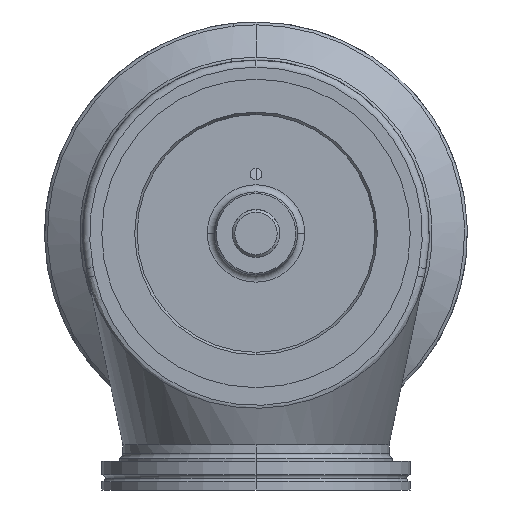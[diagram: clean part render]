
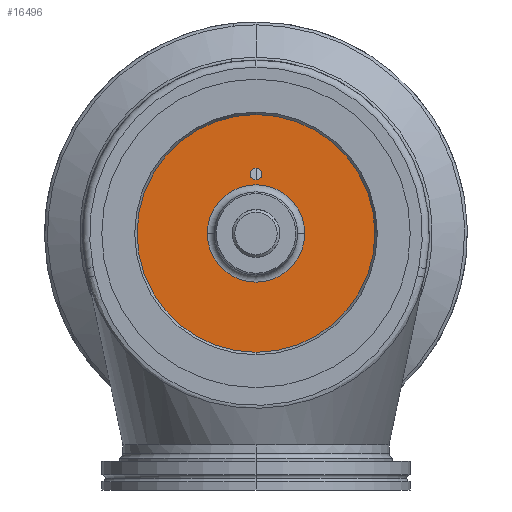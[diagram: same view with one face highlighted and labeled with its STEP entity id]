
A CAD part, left-side view. The second image highlights one B-rep face of the part: STEP entity #16496.
In plain terms, the highlighted planar face has unit normal (-1, 0, 0).
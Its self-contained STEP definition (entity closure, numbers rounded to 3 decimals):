
#772 = DIRECTION ( 'NONE',  ( 0., 1., 0. ) ) ;
#915 = CARTESIAN_POINT ( 'NONE',  ( 222.4, 65., 0. ) ) ;
#922 = EDGE_LOOP ( 'NONE', ( #5350, #9258 ) ) ;
#1055 = VERTEX_POINT ( 'NONE', #20853 ) ;
#1336 = VERTEX_POINT ( 'NONE', #8989 ) ;
#1705 = EDGE_CURVE ( 'NONE', #1336, #8812, #18442, .T. ) ;
#1732 = DIRECTION ( 'NONE',  ( 1., 0., 0. ) ) ;
#1766 = DIRECTION ( 'NONE',  ( 0., 1., 0. ) ) ;
#2268 = CIRCLE ( 'NONE', #9436, 20.5 ) ;
#2353 = DIRECTION ( 'NONE',  ( 1., 0., 0. ) ) ;
#2376 = VERTEX_POINT ( 'NONE', #915 ) ;
#2671 = CARTESIAN_POINT ( 'NONE',  ( 222.4, -20.5, 0. ) ) ;
#3647 = CARTESIAN_POINT ( 'NONE',  ( 222.4, -65., 0. ) ) ;
#3693 = ORIENTED_EDGE ( 'NONE', *, *, #7618, .T. ) ;
#3914 = ORIENTED_EDGE ( 'NONE', *, *, #8935, .T. ) ;
#4006 = CIRCLE ( 'NONE', #4468, 65. ) ;
#4150 = CARTESIAN_POINT ( 'NONE',  ( 222.4, 0., 0. ) ) ;
#4212 = ORIENTED_EDGE ( 'NONE', *, *, #1705, .T. ) ;
#4468 = AXIS2_PLACEMENT_3D ( 'NONE', #21880, #11353, #772 ) ;
#4535 = FACE_BOUND ( 'NONE', #6743, .T. ) ;
#5350 = ORIENTED_EDGE ( 'NONE', *, *, #12704, .F. ) ;
#5892 = DIRECTION ( 'NONE',  ( 0., 1., 0. ) ) ;
#6743 = EDGE_LOOP ( 'NONE', ( #3914, #6842 ) ) ;
#6842 = ORIENTED_EDGE ( 'NONE', *, *, #20070, .T. ) ;
#6982 = CARTESIAN_POINT ( 'NONE',  ( 222.4, 0., 25. ) ) ;
#7011 = VERTEX_POINT ( 'NONE', #3647 ) ;
#7012 = AXIS2_PLACEMENT_3D ( 'NONE', #4150, #16497, #5892 ) ;
#7401 = CIRCLE ( 'NONE', #10087, 65. ) ;
#7618 = EDGE_CURVE ( 'NONE', #8812, #1336, #13865, .T. ) ;
#8218 = VERTEX_POINT ( 'NONE', #2671 ) ;
#8757 = DIRECTION ( 'NONE',  ( 0., 1., 0. ) ) ;
#8812 = VERTEX_POINT ( 'NONE', #17706 ) ;
#8935 = EDGE_CURVE ( 'NONE', #1055, #8218, #2268, .T. ) ;
#8947 = EDGE_LOOP ( 'NONE', ( #3693, #4212 ) ) ;
#8989 = CARTESIAN_POINT ( 'NONE',  ( 222.4, 2.5, 25. ) ) ;
#9222 = FACE_OUTER_BOUND ( 'NONE', #922, .T. ) ;
#9258 = ORIENTED_EDGE ( 'NONE', *, *, #16232, .F. ) ;
#9436 = AXIS2_PLACEMENT_3D ( 'NONE', #22870, #12348, #1766 ) ;
#10087 = AXIS2_PLACEMENT_3D ( 'NONE', #12318, #1732, #14112 ) ;
#11353 = DIRECTION ( 'NONE',  ( 1., 0., 0. ) ) ;
#12318 = CARTESIAN_POINT ( 'NONE',  ( 222.4, 0., 0. ) ) ;
#12348 = DIRECTION ( 'NONE',  ( 1., 0., 0. ) ) ;
#12704 = EDGE_CURVE ( 'NONE', #7011, #2376, #7401, .T. ) ;
#12884 = CARTESIAN_POINT ( 'NONE',  ( 222.4, 0., 17.5 ) ) ;
#13865 = CIRCLE ( 'NONE', #15752, 2.5 ) ;
#13929 = FACE_BOUND ( 'NONE', #8947, .T. ) ;
#14112 = DIRECTION ( 'NONE',  ( 0., 1., 0. ) ) ;
#14620 = PLANE ( 'NONE',  #19349 ) ;
#14694 = DIRECTION ( 'NONE',  ( 0., 1., 0. ) ) ;
#15416 = DIRECTION ( 'NONE',  ( 0., 1., 0. ) ) ;
#15456 = DIRECTION ( 'NONE',  ( 1., 0., 0. ) ) ;
#15489 = CARTESIAN_POINT ( 'NONE',  ( 222.4, 0., 25. ) ) ;
#15752 = AXIS2_PLACEMENT_3D ( 'NONE', #6982, #19300, #8757 ) ;
#16232 = EDGE_CURVE ( 'NONE', #2376, #7011, #4006, .T. ) ;
#16496 = ADVANCED_FACE ( 'NONE', ( #4535, #13929, #9222 ), #14620, .F. ) ;
#16497 = DIRECTION ( 'NONE',  ( 1., 0., 0. ) ) ;
#17322 = CIRCLE ( 'NONE', #7012, 20.5 ) ;
#17706 = CARTESIAN_POINT ( 'NONE',  ( 222.4, -2.5, 25. ) ) ;
#17952 = AXIS2_PLACEMENT_3D ( 'NONE', #15489, #15456, #15416 ) ;
#18442 = CIRCLE ( 'NONE', #17952, 2.5 ) ;
#19300 = DIRECTION ( 'NONE',  ( 1., 0., 0. ) ) ;
#19349 = AXIS2_PLACEMENT_3D ( 'NONE', #12884, #2353, #14694 ) ;
#20070 = EDGE_CURVE ( 'NONE', #8218, #1055, #17322, .T. ) ;
#20853 = CARTESIAN_POINT ( 'NONE',  ( 222.4, 20.5, 0. ) ) ;
#21880 = CARTESIAN_POINT ( 'NONE',  ( 222.4, 0., 0. ) ) ;
#22870 = CARTESIAN_POINT ( 'NONE',  ( 222.4, 0., 0. ) ) ;
